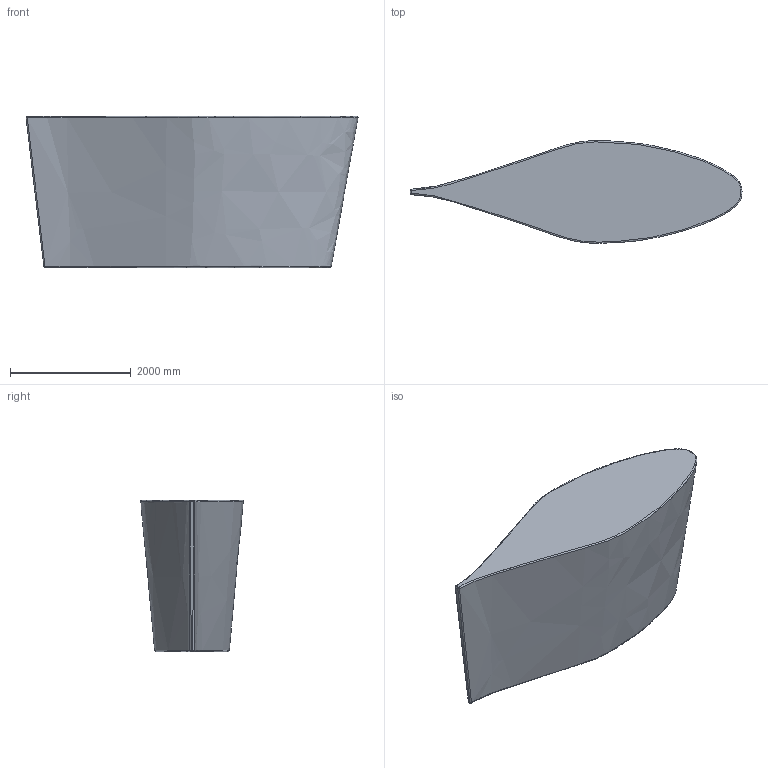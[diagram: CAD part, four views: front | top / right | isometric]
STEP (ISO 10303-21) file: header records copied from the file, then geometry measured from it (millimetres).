
FILE_DESCRIPTION(/* description */ (''),/* implementation_level */ '2;1');
FILE_NAME(/* name */ 'Headbox',/* time_stamp */ '2022-05-17T16:03:25+02:00',/* author */ (''),/* organization */ (''),/* preprocessor_version */ 'ST-DEVELOPER v16.5',/* originating_system */ '',/* authorisation */ '');
FILE_SCHEMA (('AUTOMOTIVE_DESIGN'));
Length unit declared in the file: metre
Products named in the file (1): Document
Bounding box: 5491.26 x 1696.62 x 2500 mm (x, y, z)
Volume: 11827006988.4 mm3; surface area: 36761633.3 mm2
Topology: 1 solids, 1 shells, 14 faces, 24 edges, 12 vertices
Faces by surface type: bspline 12, plane 2
Entity records: 4440 total; most frequent: CARTESIAN_POINT 4264, ORIENTED_EDGE 48, EDGE_CURVE 24, ADVANCED_FACE 14, FACE_OUTER_BOUND 14, EDGE_LOOP 14, VERTEX_POINT 12, B_SPLINE_CURVE_WITH_KNOTS 8
